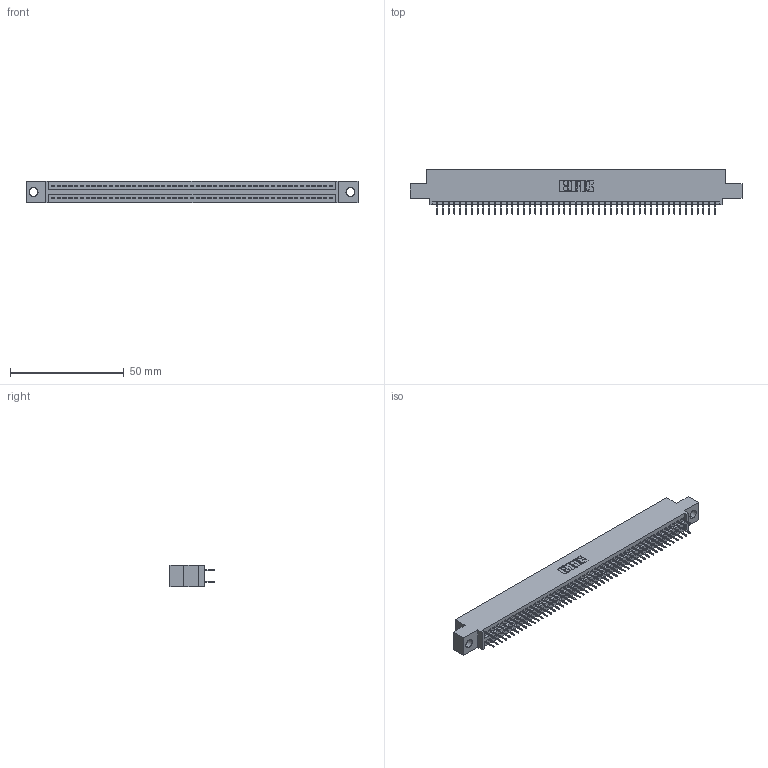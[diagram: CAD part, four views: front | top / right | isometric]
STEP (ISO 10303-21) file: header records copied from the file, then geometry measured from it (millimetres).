
FILE_DESCRIPTION (( 'STEP AP203' ), '1' );
FILE_NAME ('345-098-524-504.STEP', '2021-05-20T17:53:38', ( '' ), ( '' ), 'SwSTEP 2.0', 'SolidWorks 2020', '' );
FILE_SCHEMA (( 'CONFIG_CONTROL_DESIGN' ));
Length unit declared in the file: inch
Products named in the file (3): 345-098-524-504; 345-292-001_345-293-124; 345 Part_0.110 Offset - 0.156 Dia-TI
Assembly tree (99 placements, depth 2):
  345-098-524-504
    345 Part_0.110 Offset - 0.156 Dia-TI
    345-292-001_345-293-124  x98
Bounding box: 145.67 x 19.35 x 9.4 mm (x, y, z)
Volume: 13887.8 mm3; surface area: 20217 mm2
Topology: 99 solids, 99 shells, 5436 faces, 15383 edges, 9862 vertices
Faces by surface type: plane 3920, cylinder 1516
Entity records: 38129 total; most frequent: CARTESIAN_POINT 6390, ORIENTED_EDGE 6322, DIRECTION 5625, EDGE_CURVE 3161, LINE 2837, VECTOR 2837, VERTEX_POINT 2102, AXIS2_PLACEMENT_3D 1394
